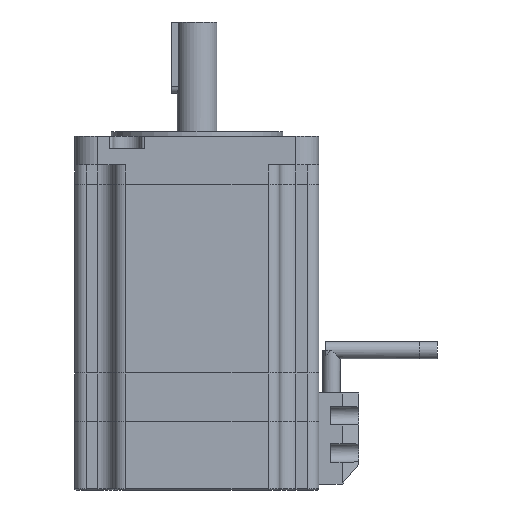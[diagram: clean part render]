
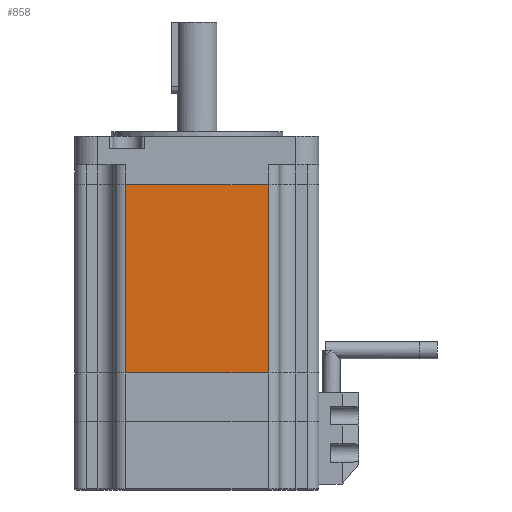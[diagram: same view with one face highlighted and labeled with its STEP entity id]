
A CAD part, left-side view. The second image highlights one B-rep face of the part: STEP entity #858.
In plain terms, the highlighted planar face has unit normal (-1, 0, 0).
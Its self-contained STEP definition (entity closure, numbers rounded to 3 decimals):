
#858=ADVANCED_FACE('',(#1281),#1111,.F.);
#1111=PLANE('',#5693);
#1281=FACE_OUTER_BOUND('',#1568,.T.);
#1568=EDGE_LOOP('',(#2353,#2354,#2355,#2356));
#2353=ORIENTED_EDGE('',*,*,#4075,.T.);
#2354=ORIENTED_EDGE('',*,*,#4122,.T.);
#2355=ORIENTED_EDGE('',*,*,#4098,.T.);
#2356=ORIENTED_EDGE('',*,*,#4121,.T.);
#3496=VERTEX_POINT('',#8192);
#3497=VERTEX_POINT('',#8194);
#3519=VERTEX_POINT('',#8239);
#3520=VERTEX_POINT('',#8241);
#4075=EDGE_CURVE('',#3497,#3496,#4737,.T.);
#4098=EDGE_CURVE('',#3520,#3519,#4747,.T.);
#4121=EDGE_CURVE('',#3519,#3497,#4759,.T.);
#4122=EDGE_CURVE('',#3496,#3520,#4760,.T.);
#4737=LINE('',#8193,#5177);
#4747=LINE('',#8240,#5187);
#4759=LINE('',#8285,#5199);
#4760=LINE('',#8287,#5200);
#5177=VECTOR('',#6550,1.);
#5187=VECTOR('',#6588,1.);
#5199=VECTOR('',#6624,1.);
#5200=VECTOR('',#6627,1.);
#5693=AXIS2_PLACEMENT_3D('',#8310,#6661,#6662);
#6550=DIRECTION('',(0.,-1.,0.));
#6588=DIRECTION('',(0.,1.,0.));
#6624=DIRECTION('',(0.,0.,-1.));
#6627=DIRECTION('',(0.,0.,1.));
#6661=DIRECTION('',(1.,0.,0.));
#6662=DIRECTION('',(0.,0.,-1.));
#8192=CARTESIAN_POINT('',(-42.75,-24.94,-83.));
#8193=CARTESIAN_POINT('',(-42.75,0.06,-83.));
#8194=CARTESIAN_POINT('',(-42.75,25.06,-83.));
#8239=CARTESIAN_POINT('',(-42.75,25.06,-17.));
#8240=CARTESIAN_POINT('',(-42.75,-34.69,-17.));
#8241=CARTESIAN_POINT('',(-42.75,-24.94,-17.));
#8285=CARTESIAN_POINT('',(-42.75,25.06,-118.));
#8287=CARTESIAN_POINT('',(-42.75,-24.94,-118.));
#8310=CARTESIAN_POINT('',(-42.75,-34.69,-118.));
